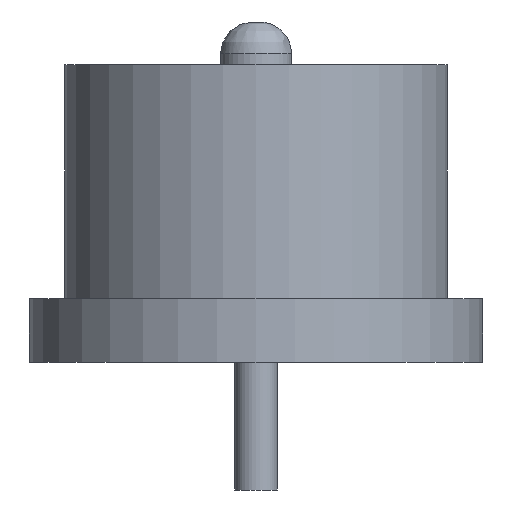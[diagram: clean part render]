
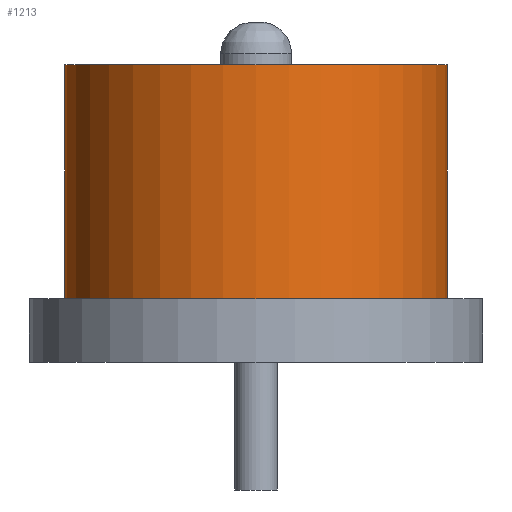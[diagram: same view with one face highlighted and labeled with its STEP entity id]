
A CAD part, front view. The second image highlights one B-rep face of the part: STEP entity #1213.
In plain terms, the highlighted cylindrical face has radius 2.7 mm (diameter 5.4 mm), a partial arc.
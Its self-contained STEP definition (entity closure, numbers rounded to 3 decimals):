
#171=FACE_OUTER_BOUND('',#285,.T.);
#285=EDGE_LOOP('',(#954,#955,#956,#957));
#389=LINE('',#2114,#447);
#390=LINE('',#2116,#448);
#447=VECTOR('',#1689,10.);
#448=VECTOR('',#1692,10.);
#501=CIRCLE('',#1375,2.7);
#513=CIRCLE('',#1393,2.7);
#604=VERTEX_POINT('',#2054);
#607=VERTEX_POINT('',#2059);
#622=VERTEX_POINT('',#2099);
#623=VERTEX_POINT('',#2101);
#721=EDGE_CURVE('',#607,#604,#501,.T.);
#740=EDGE_CURVE('',#622,#623,#513,.T.);
#747=EDGE_CURVE('',#622,#604,#389,.T.);
#748=EDGE_CURVE('',#623,#607,#390,.T.);
#954=ORIENTED_EDGE('',*,*,#740,.F.);
#955=ORIENTED_EDGE('',*,*,#747,.T.);
#956=ORIENTED_EDGE('',*,*,#721,.F.);
#957=ORIENTED_EDGE('',*,*,#748,.F.);
#1158=CYLINDRICAL_SURFACE('',#1399,2.7);
#1213=ADVANCED_FACE('',(#171),#1158,.T.);
#1375=AXIS2_PLACEMENT_3D('',#2061,#1630,#1631);
#1393=AXIS2_PLACEMENT_3D('',#2102,#1673,#1674);
#1399=AXIS2_PLACEMENT_3D('',#2115,#1690,#1691);
#1630=DIRECTION('center_axis',(0.,0.,-1.));
#1631=DIRECTION('ref_axis',(-1.,0.,0.));
#1673=DIRECTION('center_axis',(0.,0.,1.));
#1674=DIRECTION('ref_axis',(-1.,0.,0.));
#1689=DIRECTION('',(0.,0.,-1.));
#1690=DIRECTION('center_axis',(0.,0.,-1.));
#1691=DIRECTION('ref_axis',(-1.,0.,0.));
#1692=DIRECTION('',(0.,0.,-1.));
#2054=CARTESIAN_POINT('',(0.75,-36.035,-3.3));
#2059=CARTESIAN_POINT('',(6.15,-36.035,-3.3));
#2061=CARTESIAN_POINT('Origin',(3.45,-36.035,-3.3));
#2099=CARTESIAN_POINT('',(0.75,-36.035,0.));
#2101=CARTESIAN_POINT('',(6.15,-36.035,0.));
#2102=CARTESIAN_POINT('Origin',(3.45,-36.035,0.));
#2114=CARTESIAN_POINT('',(0.75,-36.035,0.));
#2115=CARTESIAN_POINT('Origin',(3.45,-36.035,0.));
#2116=CARTESIAN_POINT('',(6.15,-36.035,0.));
